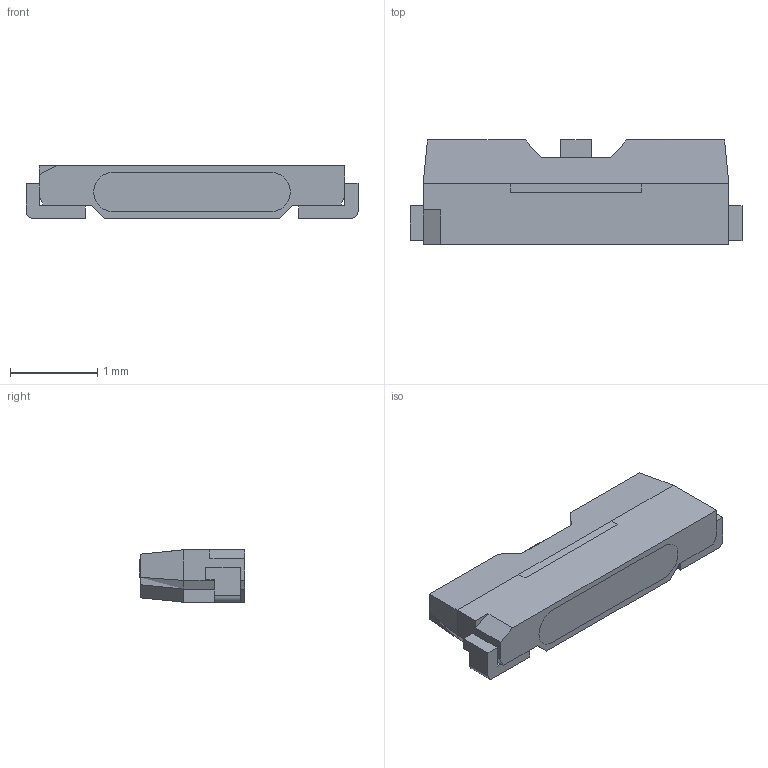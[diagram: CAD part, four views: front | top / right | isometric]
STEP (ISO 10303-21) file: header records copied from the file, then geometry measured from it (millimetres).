
FILE_DESCRIPTION (( 'STEP AP214' ), '1' );
FILE_NAME ('LED-SMD_L3.8-W1.2-H0.6-RD.step', '2022-07-08T12:57:34', ( '' ), ( '' ), 'SwSTEP 2.0', 'SolidWorks 2020', '' );
FILE_SCHEMA (( 'AUTOMOTIVE_DESIGN' ));
Length unit declared in the file: millimetre
Products named in the file (1): LED-SMD_L3.8-W1.2-H0.6-RD
Bounding box: 3.8 x 1.21 x 0.6 mm (x, y, z)
Volume: 2.2 mm3; surface area: 15.1 mm2
Topology: 1 solids, 1 shells, 293 faces, 835 edges, 572 vertices
Faces by surface type: plane 191, bspline 100, cylinder 2
Entity records: 12983 total; most frequent: CARTESIAN_POINT 3225, ORIENTED_EDGE 1670, DIRECTION 1015, EDGE_CURVE 835, LINE 615, VECTOR 615, VERTEX_POINT 572, EDGE_LOOP 321
